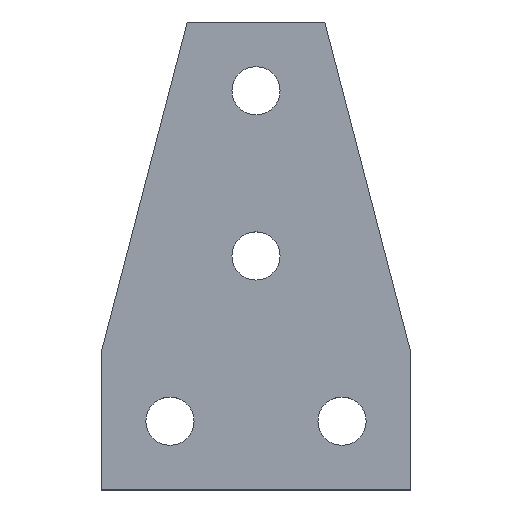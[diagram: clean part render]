
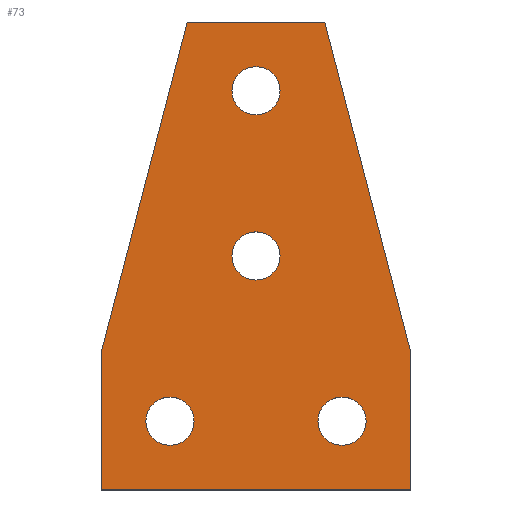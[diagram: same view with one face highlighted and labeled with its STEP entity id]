
A CAD part, top view. The second image highlights one B-rep face of the part: STEP entity #73.
In plain terms, the highlighted planar face has unit normal (0, 0, 1).
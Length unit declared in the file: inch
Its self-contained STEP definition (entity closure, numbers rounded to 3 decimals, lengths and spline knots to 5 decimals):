
#73=ADVANCED_FACE('',(#142,#143,#144,#145,#146),#147,.T.);
#142=FACE_BOUND('',#205,.T.);
#143=FACE_BOUND('',#206,.T.);
#144=FACE_BOUND('',#207,.T.);
#145=FACE_BOUND('',#208,.T.);
#146=FACE_OUTER_BOUND('',#209,.T.);
#147=PLANE('',#210);
#205=EDGE_LOOP('',(#344,#345));
#206=EDGE_LOOP('',(#346,#347));
#207=EDGE_LOOP('',(#348,#349));
#208=EDGE_LOOP('',(#350,#351));
#209=EDGE_LOOP('',(#352,#353,#354,#355,#356,#357));
#210=AXIS2_PLACEMENT_3D('',#358,#359,#360);
#344=ORIENTED_EDGE('',*,*,#418,.T.);
#345=ORIENTED_EDGE('',*,*,#400,.T.);
#346=ORIENTED_EDGE('',*,*,#408,.T.);
#347=ORIENTED_EDGE('',*,*,#395,.T.);
#348=ORIENTED_EDGE('',*,*,#392,.T.);
#349=ORIENTED_EDGE('',*,*,#410,.T.);
#350=ORIENTED_EDGE('',*,*,#405,.T.);
#351=ORIENTED_EDGE('',*,*,#385,.T.);
#352=ORIENTED_EDGE('',*,*,#376,.F.);
#353=ORIENTED_EDGE('',*,*,#380,.F.);
#354=ORIENTED_EDGE('',*,*,#413,.F.);
#355=ORIENTED_EDGE('',*,*,#367,.F.);
#356=ORIENTED_EDGE('',*,*,#372,.F.);
#357=ORIENTED_EDGE('',*,*,#362,.F.);
#358=CARTESIAN_POINT('',(-5.5224,-2.12656,0.));
#359=DIRECTION('',(0.,0.,1.0));
#360=DIRECTION('',(1.0,0.,0.));
#362=EDGE_CURVE('',#421,#422,#423,.T.);
#367=EDGE_CURVE('',#430,#431,#432,.T.);
#372=EDGE_CURVE('',#422,#430,#439,.T.);
#376=EDGE_CURVE('',#443,#421,#444,.T.);
#380=EDGE_CURVE('',#449,#443,#450,.T.);
#385=EDGE_CURVE('',#458,#456,#459,.T.);
#392=EDGE_CURVE('',#465,#469,#471,.T.);
#395=EDGE_CURVE('',#476,#474,#477,.T.);
#400=EDGE_CURVE('',#485,#483,#486,.T.);
#405=EDGE_CURVE('',#456,#458,#492,.T.);
#408=EDGE_CURVE('',#474,#476,#495,.T.);
#410=EDGE_CURVE('',#469,#465,#497,.T.);
#413=EDGE_CURVE('',#431,#449,#500,.T.);
#418=EDGE_CURVE('',#483,#485,#505,.T.);
#421=VERTEX_POINT('',#508);
#422=VERTEX_POINT('',#509);
#423=LINE('',#510,#511);
#430=VERTEX_POINT('',#521);
#431=VERTEX_POINT('',#522);
#432=LINE('',#523,#524);
#439=LINE('',#534,#535);
#443=VERTEX_POINT('',#540);
#444=LINE('',#541,#542);
#449=VERTEX_POINT('',#549);
#450=LINE('',#550,#551);
#456=VERTEX_POINT('',#559);
#458=VERTEX_POINT('',#562);
#459=CIRCLE('',#563,0.27559);
#465=VERTEX_POINT('',#570);
#469=VERTEX_POINT('',#575);
#471=CIRCLE('',#578,0.27559);
#474=VERTEX_POINT('',#581);
#476=VERTEX_POINT('',#584);
#477=CIRCLE('',#585,0.27559);
#483=VERTEX_POINT('',#592);
#485=VERTEX_POINT('',#595);
#486=CIRCLE('',#596,0.27559);
#492=CIRCLE('',#603,0.27559);
#495=CIRCLE('',#606,0.27559);
#497=CIRCLE('',#608,0.27559);
#500=LINE('',#611,#612);
#505=CIRCLE('',#618,0.27559);
#508=CARTESIAN_POINT('',(0.,0.,0.));
#509=CARTESIAN_POINT('',(0.,1.5748,0.));
#510=CARTESIAN_POINT('',(0.,-0.28602,0.));
#511=VECTOR('',#620,0.03937);
#521=CARTESIAN_POINT('',(0.98425,5.35433,0.));
#522=CARTESIAN_POINT('',(2.55906,5.35433,0.));
#523=CARTESIAN_POINT('',(2.0823,5.35433,0.));
#524=VECTOR('',#624,0.03937);
#534=CARTESIAN_POINT('',(0.79391,4.62344,0.));
#535=VECTOR('',#628,0.03937);
#540=CARTESIAN_POINT('',(3.54331,0.,0.));
#541=CARTESIAN_POINT('',(1.37795,0.,0.));
#542=VECTOR('',#630,0.03937);
#549=CARTESIAN_POINT('',(3.54331,1.5748,0.));
#550=CARTESIAN_POINT('',(3.54331,-0.28602,0.));
#551=VECTOR('',#633,0.03937);
#559=CARTESIAN_POINT('',(3.0315,0.7874,0.));
#562=CARTESIAN_POINT('',(2.48031,0.7874,0.));
#563=AXIS2_PLACEMENT_3D('',#637,#638,#639);
#570=CARTESIAN_POINT('',(2.04724,4.56693,0.));
#575=CARTESIAN_POINT('',(1.49606,4.56693,0.));
#578=AXIS2_PLACEMENT_3D('',#649,#650,#651);
#581=CARTESIAN_POINT('',(2.04724,2.67717,0.));
#584=CARTESIAN_POINT('',(1.49606,2.67717,0.));
#585=AXIS2_PLACEMENT_3D('',#653,#654,#655);
#592=CARTESIAN_POINT('',(1.06299,0.7874,0.));
#595=CARTESIAN_POINT('',(0.51181,0.7874,0.));
#596=AXIS2_PLACEMENT_3D('',#661,#662,#663);
#603=AXIS2_PLACEMENT_3D('',#671,#672,#673);
#606=AXIS2_PLACEMENT_3D('',#677,#678,#679);
#608=AXIS2_PLACEMENT_3D('',#680,#681,#682);
#611=CARTESIAN_POINT('',(2.73324,4.68546,0.));
#612=VECTOR('',#686,0.03937);
#618=AXIS2_PLACEMENT_3D('',#691,#692,#693);
#620=DIRECTION('',(0.,1.0,0.));
#624=DIRECTION('',(1.0,0.,0.));
#628=DIRECTION('',(0.252,0.968,0.));
#630=DIRECTION('',(-1.0,0.,0.));
#633=DIRECTION('',(0.,-1.0,0.));
#637=CARTESIAN_POINT('',(2.75591,0.7874,0.));
#638=DIRECTION('',(0.,0.,-1.0));
#639=DIRECTION('',(1.0,0.,0.));
#649=CARTESIAN_POINT('',(1.77165,4.56693,0.));
#650=DIRECTION('',(0.,0.,-1.0));
#651=DIRECTION('',(1.0,0.,0.));
#653=CARTESIAN_POINT('',(1.77165,2.67717,0.));
#654=DIRECTION('',(0.,0.,-1.0));
#655=DIRECTION('',(1.0,0.,0.));
#661=CARTESIAN_POINT('',(0.7874,0.7874,0.));
#662=DIRECTION('',(0.,0.,-1.0));
#663=DIRECTION('',(1.0,0.,0.));
#671=CARTESIAN_POINT('',(2.75591,0.7874,0.));
#672=DIRECTION('',(0.,0.,-1.0));
#673=DIRECTION('',(1.0,0.,0.));
#677=CARTESIAN_POINT('',(1.77165,2.67717,0.));
#678=DIRECTION('',(0.,0.,-1.0));
#679=DIRECTION('',(1.0,0.,0.));
#680=CARTESIAN_POINT('',(1.77165,4.56693,0.));
#681=DIRECTION('',(0.,0.,-1.0));
#682=DIRECTION('',(1.0,0.,0.));
#686=DIRECTION('',(0.252,-0.968,0.));
#691=CARTESIAN_POINT('',(0.7874,0.7874,0.));
#692=DIRECTION('',(0.,0.,-1.0));
#693=DIRECTION('',(1.0,0.,0.));
